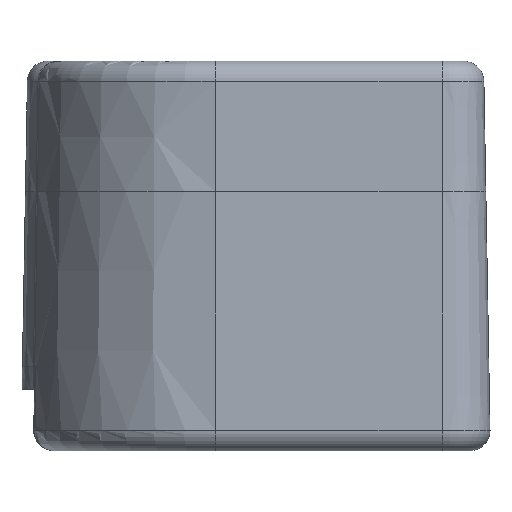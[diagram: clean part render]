
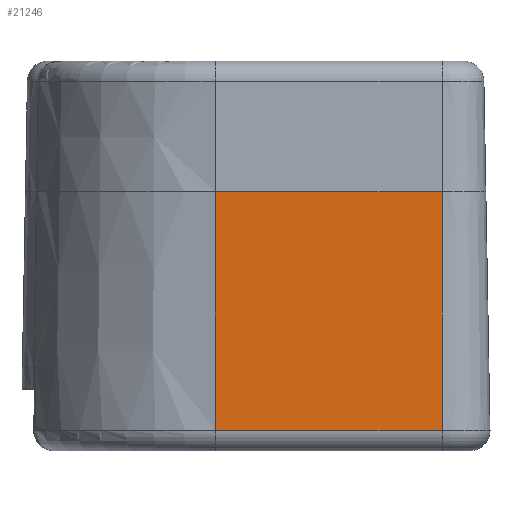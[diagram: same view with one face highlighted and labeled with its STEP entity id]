
A CAD part, left-side view. The second image highlights one B-rep face of the part: STEP entity #21246.
In plain terms, the highlighted planar face has unit normal (-1, 0, 0.018).
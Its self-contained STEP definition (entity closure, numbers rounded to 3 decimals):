
#154 = CARTESIAN_POINT ( 'NONE',  ( -13.5, 0., 0. ) ) ;
#648 = EDGE_CURVE ( 'NONE', #20701, #23655, #5956, .T. ) ;
#789 = EDGE_LOOP ( 'NONE', ( #11515, #17952, #10546, #14162 ) ) ;
#1982 = DIRECTION ( 'NONE',  ( 0., -1., 0. ) ) ;
#2391 = CARTESIAN_POINT ( 'NONE',  ( -13.474, 0., 1.5 ) ) ;
#2455 = VERTEX_POINT ( 'NONE', #2391 ) ;
#2892 = VECTOR ( 'NONE', #18392, 1000. ) ;
#4118 = CARTESIAN_POINT ( 'NONE',  ( -13.474, -16.5, 1.5 ) ) ;
#5956 = LINE ( 'NONE', #20569, #17063 ) ;
#6243 = EDGE_CURVE ( 'NONE', #20701, #2455, #7340, .T. ) ;
#6367 = VECTOR ( 'NONE', #19665, 1000. ) ;
#7269 = DIRECTION ( 'NONE',  ( -1., 0., 0.017 ) ) ;
#7340 = LINE ( 'NONE', #12301, #6367 ) ;
#9562 = DIRECTION ( 'NONE',  ( 0.017, 0., 1. ) ) ;
#10356 = CARTESIAN_POINT ( 'NONE',  ( -13.171, 0., 18.85 ) ) ;
#10546 = ORIENTED_EDGE ( 'NONE', *, *, #21165, .T. ) ;
#10901 = LINE ( 'NONE', #12716, #2892 ) ;
#11281 = DIRECTION ( 'NONE',  ( -0.017, 0., -1. ) ) ;
#11515 = ORIENTED_EDGE ( 'NONE', *, *, #648, .F. ) ;
#12301 = CARTESIAN_POINT ( 'NONE',  ( -13.5, 0., 0. ) ) ;
#12716 = CARTESIAN_POINT ( 'NONE',  ( -13.474, 0., 1.5 ) ) ;
#13202 = CARTESIAN_POINT ( 'NONE',  ( -13.5, -16.5, 0. ) ) ;
#13460 = VERTEX_POINT ( 'NONE', #4118 ) ;
#13614 = VECTOR ( 'NONE', #11281, 1000. ) ;
#14162 = ORIENTED_EDGE ( 'NONE', *, *, #18648, .F. ) ;
#16787 = AXIS2_PLACEMENT_3D ( 'NONE', #154, #7269, #9562 ) ;
#17063 = VECTOR ( 'NONE', #1982, 1000. ) ;
#17952 = ORIENTED_EDGE ( 'NONE', *, *, #6243, .T. ) ;
#18252 = CARTESIAN_POINT ( 'NONE',  ( -13.171, -16.5, 18.85 ) ) ;
#18392 = DIRECTION ( 'NONE',  ( 0., -1., 0. ) ) ;
#18648 = EDGE_CURVE ( 'NONE', #23655, #13460, #20094, .T. ) ;
#19665 = DIRECTION ( 'NONE',  ( -0.017, 0., -1. ) ) ;
#20073 = PLANE ( 'NONE',  #16787 ) ;
#20094 = LINE ( 'NONE', #13202, #13614 ) ;
#20569 = CARTESIAN_POINT ( 'NONE',  ( -13.171, 0., 18.85 ) ) ;
#20701 = VERTEX_POINT ( 'NONE', #10356 ) ;
#21165 = EDGE_CURVE ( 'NONE', #2455, #13460, #10901, .T. ) ;
#21246 = ADVANCED_FACE ( 'NONE', ( #23812 ), #20073, .T. ) ;
#23655 = VERTEX_POINT ( 'NONE', #18252 ) ;
#23812 = FACE_OUTER_BOUND ( 'NONE', #789, .T. ) ;
